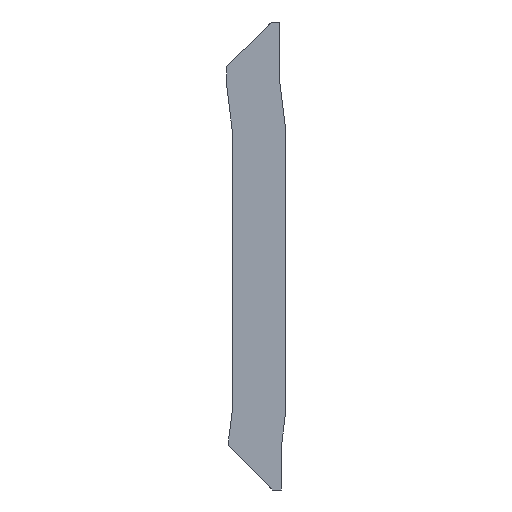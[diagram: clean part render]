
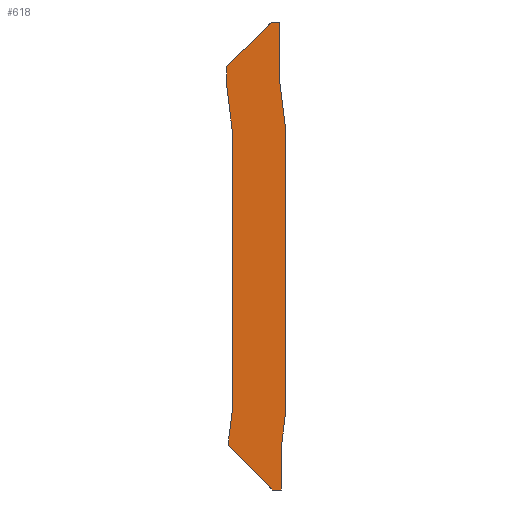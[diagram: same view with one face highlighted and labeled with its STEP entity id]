
A CAD part, left-side view. The second image highlights one B-rep face of the part: STEP entity #618.
In plain terms, the highlighted planar face has unit normal (-1, 0, 0).
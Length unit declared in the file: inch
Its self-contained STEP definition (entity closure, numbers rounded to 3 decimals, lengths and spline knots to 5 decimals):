
#129=CARTESIAN_POINT('Vertex',(600.063,-48.75,119.08218)) ;
#132=CARTESIAN_POINT('Line Origine',(600.063,-48.6875,119.58218)) ;
#136=CARTESIAN_POINT('Vertex',(600.063,-48.625,120.08218)) ;
#212=CARTESIAN_POINT('Vertex',(600.063,-48.75,112.42982)) ;
#215=CARTESIAN_POINT('Line Origine',(600.063,-48.75,115.756)) ;
#286=CARTESIAN_POINT('Vertex',(600.063,-48.656,111.67782)) ;
#289=CARTESIAN_POINT('Line Origine',(600.063,-48.703,112.05382)) ;
#358=CARTESIAN_POINT('Vertex',(600.063,-48.656,111.65)) ;
#361=CARTESIAN_POINT('Line Origine',(600.063,-48.656,111.66391)) ;
#383=CARTESIAN_POINT('Line Origine',(600.063,-49.181,111.125)) ;
#387=CARTESIAN_POINT('Vertex',(600.063,-49.706,110.6)) ;
#460=CARTESIAN_POINT('Vertex',(600.063,-48.625,120.55)) ;
#468=CARTESIAN_POINT('Line Origine',(600.063,-48.625,120.31609)) ;
#496=CARTESIAN_POINT('Vertex',(600.063,-49.675,121.6)) ;
#499=CARTESIAN_POINT('Line Origine',(600.063,-49.775,121.6)) ;
#503=CARTESIAN_POINT('Vertex',(600.063,-49.875,121.6)) ;
#552=CARTESIAN_POINT('Axis2P3D Location',(600.063,-48.625,121.6)) ;
#557=CARTESIAN_POINT('Line Origine',(600.063,-49.15,121.075)) ;
#562=CARTESIAN_POINT('Line Origine',(600.063,-49.806,110.6)) ;
#566=CARTESIAN_POINT('Vertex',(600.063,-49.906,110.6)) ;
#569=CARTESIAN_POINT('Line Origine',(600.063,-49.906,111.1)) ;
#573=CARTESIAN_POINT('Vertex',(600.063,-49.906,111.6)) ;
#576=CARTESIAN_POINT('Line Origine',(600.063,-49.953,111.976)) ;
#580=CARTESIAN_POINT('Vertex',(600.063,-50.,112.352)) ;
#583=CARTESIAN_POINT('Line Origine',(600.063,-50.,115.756)) ;
#587=CARTESIAN_POINT('Vertex',(600.063,-50.,119.16)) ;
#590=CARTESIAN_POINT('Line Origine',(600.063,-49.9375,119.66)) ;
#594=CARTESIAN_POINT('Vertex',(600.063,-49.875,120.16)) ;
#597=CARTESIAN_POINT('Line Origine',(600.063,-49.875,120.88)) ;
#133=DIRECTION('Vector Direction',(0.,-0.124,-0.992)) ;
#216=DIRECTION('Vector Direction',(0.,0.,-1.)) ;
#290=DIRECTION('Vector Direction',(0.,0.124,-0.992)) ;
#362=DIRECTION('Vector Direction',(0.,0.,-1.)) ;
#384=DIRECTION('Vector Direction',(0.,0.707,0.707)) ;
#469=DIRECTION('Vector Direction',(0.,0.,-1.)) ;
#500=DIRECTION('Vector Direction',(0.,-1.,0.)) ;
#553=DIRECTION('Axis2P3D Direction',(1.,0.,0.)) ;
#554=DIRECTION('Axis2P3D XDirection',(0.,-1.,0.)) ;
#558=DIRECTION('Vector Direction',(0.,-0.707,0.707)) ;
#563=DIRECTION('Vector Direction',(0.,-1.,0.)) ;
#570=DIRECTION('Vector Direction',(0.,0.,-1.)) ;
#577=DIRECTION('Vector Direction',(0.,0.124,-0.992)) ;
#584=DIRECTION('Vector Direction',(0.,0.,-1.)) ;
#591=DIRECTION('Vector Direction',(0.,-0.124,-0.992)) ;
#598=DIRECTION('Vector Direction',(0.,0.,-1.)) ;
#555=AXIS2_PLACEMENT_3D('Plane Axis2P3D',#552,#553,#554) ;
#603=ORIENTED_EDGE('',*,*,#561,.F.) ;
#604=ORIENTED_EDGE('',*,*,#472,.T.) ;
#605=ORIENTED_EDGE('',*,*,#138,.T.) ;
#606=ORIENTED_EDGE('',*,*,#219,.T.) ;
#607=ORIENTED_EDGE('',*,*,#293,.T.) ;
#608=ORIENTED_EDGE('',*,*,#365,.T.) ;
#609=ORIENTED_EDGE('',*,*,#389,.F.) ;
#610=ORIENTED_EDGE('',*,*,#568,.T.) ;
#611=ORIENTED_EDGE('',*,*,#575,.F.) ;
#612=ORIENTED_EDGE('',*,*,#582,.F.) ;
#613=ORIENTED_EDGE('',*,*,#589,.F.) ;
#614=ORIENTED_EDGE('',*,*,#596,.F.) ;
#615=ORIENTED_EDGE('',*,*,#601,.F.) ;
#616=ORIENTED_EDGE('',*,*,#505,.F.) ;
#134=VECTOR('Line Direction',#133,0.03937) ;
#217=VECTOR('Line Direction',#216,0.03937) ;
#291=VECTOR('Line Direction',#290,0.03937) ;
#363=VECTOR('Line Direction',#362,0.03937) ;
#385=VECTOR('Line Direction',#384,0.03937) ;
#470=VECTOR('Line Direction',#469,0.03937) ;
#501=VECTOR('Line Direction',#500,0.03937) ;
#559=VECTOR('Line Direction',#558,0.03937) ;
#564=VECTOR('Line Direction',#563,0.03937) ;
#571=VECTOR('Line Direction',#570,0.03937) ;
#578=VECTOR('Line Direction',#577,0.03937) ;
#585=VECTOR('Line Direction',#584,0.03937) ;
#592=VECTOR('Line Direction',#591,0.03937) ;
#599=VECTOR('Line Direction',#598,0.03937) ;
#618=ADVANCED_FACE('PartBody',(#617),#556,.F.) ;
#138=EDGE_CURVE('',#137,#130,#135,.T.) ;
#219=EDGE_CURVE('',#130,#213,#218,.T.) ;
#293=EDGE_CURVE('',#213,#287,#292,.T.) ;
#365=EDGE_CURVE('',#287,#359,#364,.T.) ;
#389=EDGE_CURVE('',#388,#359,#386,.T.) ;
#472=EDGE_CURVE('',#461,#137,#471,.T.) ;
#505=EDGE_CURVE('',#497,#504,#502,.T.) ;
#561=EDGE_CURVE('',#461,#497,#560,.T.) ;
#568=EDGE_CURVE('',#388,#567,#565,.T.) ;
#575=EDGE_CURVE('',#574,#567,#572,.T.) ;
#582=EDGE_CURVE('',#581,#574,#579,.T.) ;
#589=EDGE_CURVE('',#588,#581,#586,.T.) ;
#596=EDGE_CURVE('',#595,#588,#593,.T.) ;
#601=EDGE_CURVE('',#504,#595,#600,.T.) ;
#602=EDGE_LOOP('',(#603,#604,#605,#606,#607,#608,#609,#610,#611,#612,#613,#614,#615,#616)) ;
#617=FACE_OUTER_BOUND('',#602,.T.) ;
#135=LINE('Line',#132,#134) ;
#218=LINE('Line',#215,#217) ;
#292=LINE('Line',#289,#291) ;
#364=LINE('Line',#361,#363) ;
#386=LINE('Line',#383,#385) ;
#471=LINE('Line',#468,#470) ;
#502=LINE('Line',#499,#501) ;
#560=LINE('Line',#557,#559) ;
#565=LINE('Line',#562,#564) ;
#572=LINE('Line',#569,#571) ;
#579=LINE('Line',#576,#578) ;
#586=LINE('Line',#583,#585) ;
#593=LINE('Line',#590,#592) ;
#600=LINE('Line',#597,#599) ;
#556=PLANE('',#555) ;
#130=VERTEX_POINT('',#129) ;
#137=VERTEX_POINT('',#136) ;
#213=VERTEX_POINT('',#212) ;
#287=VERTEX_POINT('',#286) ;
#359=VERTEX_POINT('',#358) ;
#388=VERTEX_POINT('',#387) ;
#461=VERTEX_POINT('',#460) ;
#497=VERTEX_POINT('',#496) ;
#504=VERTEX_POINT('',#503) ;
#567=VERTEX_POINT('',#566) ;
#574=VERTEX_POINT('',#573) ;
#581=VERTEX_POINT('',#580) ;
#588=VERTEX_POINT('',#587) ;
#595=VERTEX_POINT('',#594) ;
